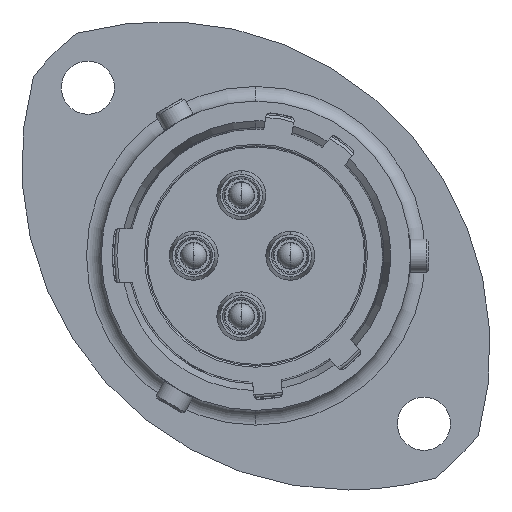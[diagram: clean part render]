
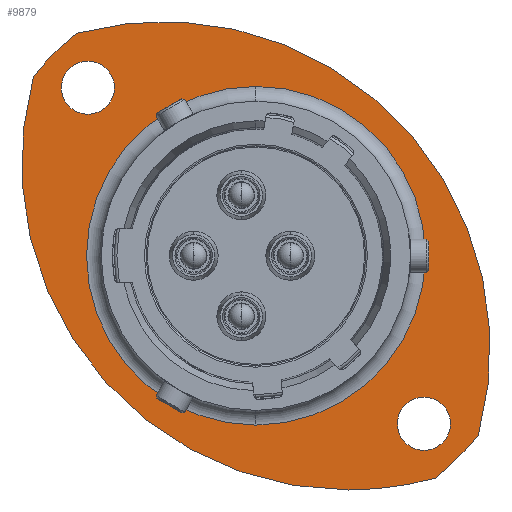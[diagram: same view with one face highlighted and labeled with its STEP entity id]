
A CAD part, left-side view. The second image highlights one B-rep face of the part: STEP entity #9879.
In plain terms, the highlighted planar face has unit normal (-1, 0, 0).
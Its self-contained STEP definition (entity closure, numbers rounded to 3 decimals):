
#14 = CIRCLE ( 'NONE', #15391, 1.625 ) ;
#196 = ORIENTED_EDGE ( 'NONE', *, *, #5518, .T. ) ;
#408 = CARTESIAN_POINT ( 'NONE',  ( 44.493, 2.837, -42.442 ) ) ;
#456 = EDGE_CURVE ( 'NONE', #562, #10380, #8290, .T. ) ;
#562 = VERTEX_POINT ( 'NONE', #6432 ) ;
#838 = CARTESIAN_POINT ( 'NONE',  ( 44.493, 18.783, -17.811 ) ) ;
#1155 = CARTESIAN_POINT ( 'NONE',  ( 44.493, -1.794, -36.762 ) ) ;
#1249 = FACE_OUTER_BOUND ( 'NONE', #4062, .T. ) ;
#1277 = EDGE_CURVE ( 'NONE', #6347, #9590, #6516, .T. ) ;
#1448 = AXIS2_PLACEMENT_3D ( 'NONE', #7100, #15425, #8308 ) ;
#1476 = AXIS2_PLACEMENT_3D ( 'NONE', #3755, #12076, #4946 ) ;
#1581 = AXIS2_PLACEMENT_3D ( 'NONE', #838, #9154, #2050 ) ;
#1777 = DIRECTION ( 'NONE',  ( 0., 0., -1. ) ) ;
#1936 = EDGE_CURVE ( 'NONE', #9590, #6347, #6661, .T. ) ;
#1946 = DIRECTION ( 'NONE',  ( -1., 0., 0. ) ) ;
#2050 = DIRECTION ( 'NONE',  ( 0., 0., -1. ) ) ;
#2404 = AXIS2_PLACEMENT_3D ( 'NONE', #13096, #5944, #14307 ) ;
#3018 = CIRCLE ( 'NONE', #7802, 20. ) ;
#3159 = DIRECTION ( 'NONE',  ( -1., 0., 0. ) ) ;
#3199 = ORIENTED_EDGE ( 'NONE', *, *, #12209, .T. ) ;
#3215 = ORIENTED_EDGE ( 'NONE', *, *, #1936, .T. ) ;
#3530 = CARTESIAN_POINT ( 'NONE',  ( 44.493, 8.494, -28.099 ) ) ;
#3629 = EDGE_CURVE ( 'NONE', #10380, #562, #12707, .T. ) ;
#3755 = CARTESIAN_POINT ( 'NONE',  ( 44.493, -1.794, -38.387 ) ) ;
#3975 = CARTESIAN_POINT ( 'NONE',  ( 44.493, 18.783, -19.436 ) ) ;
#4062 = EDGE_LOOP ( 'NONE', ( #12680, #7342, #196, #3199, #4554 ) ) ;
#4202 = ORIENTED_EDGE ( 'NONE', *, *, #3629, .F. ) ;
#4376 = FACE_BOUND ( 'NONE', #7998, .T. ) ;
#4554 = ORIENTED_EDGE ( 'NONE', *, *, #9013, .T. ) ;
#4734 = DIRECTION ( 'NONE',  ( 0., 0., 1. ) ) ;
#4849 = AXIS2_PLACEMENT_3D ( 'NONE', #13848, #6674, #15025 ) ;
#4946 = DIRECTION ( 'NONE',  ( 0., 0., -1. ) ) ;
#4986 = CIRCLE ( 'NONE', #1476, 1.625 ) ;
#5370 = PLANE ( 'NONE',  #12679 ) ;
#5426 = DIRECTION ( 'NONE',  ( 1., 0., 0. ) ) ;
#5518 = EDGE_CURVE ( 'NONE', #5625, #8404, #7846, .T. ) ;
#5625 = VERTEX_POINT ( 'NONE', #6849 ) ;
#5794 = EDGE_CURVE ( 'NONE', #12420, #8760, #14, .T. ) ;
#5896 = CARTESIAN_POINT ( 'NONE',  ( 44.493, 2.837, -22.442 ) ) ;
#5944 = DIRECTION ( 'NONE',  ( 1., 0., 0. ) ) ;
#6347 = VERTEX_POINT ( 'NONE', #13679 ) ;
#6432 = CARTESIAN_POINT ( 'NONE',  ( 44.493, 18.783, -16.186 ) ) ;
#6516 = CIRCLE ( 'NONE', #2404, 10.37 ) ;
#6661 = CIRCLE ( 'NONE', #1448, 10.37 ) ;
#6674 = DIRECTION ( 'NONE',  ( -1., 0., 0. ) ) ;
#6707 = DIRECTION ( 'NONE',  ( -1., 0., 0. ) ) ;
#6849 = CARTESIAN_POINT ( 'NONE',  ( 44.493, -2.495, -41.718 ) ) ;
#6969 = CARTESIAN_POINT ( 'NONE',  ( 44.493, 2.837, -22.442 ) ) ;
#6976 = EDGE_LOOP ( 'NONE', ( #12501, #14849 ) ) ;
#7100 = CARTESIAN_POINT ( 'NONE',  ( 44.493, 8.494, -28.099 ) ) ;
#7111 = DIRECTION ( 'NONE',  ( 0., 0., -1. ) ) ;
#7342 = ORIENTED_EDGE ( 'NONE', *, *, #15174, .T. ) ;
#7802 = AXIS2_PLACEMENT_3D ( 'NONE', #5896, #14261, #7111 ) ;
#7846 = CIRCLE ( 'NONE', #12792, 17.5 ) ;
#7939 = EDGE_CURVE ( 'NONE', #13722, #8275, #9302, .T. ) ;
#7998 = EDGE_LOOP ( 'NONE', ( #13555, #3215 ) ) ;
#8175 = DIRECTION ( 'NONE',  ( 0., 0., -1. ) ) ;
#8275 = VERTEX_POINT ( 'NONE', #408 ) ;
#8290 = CIRCLE ( 'NONE', #15340, 1.625 ) ;
#8308 = DIRECTION ( 'NONE',  ( 0., 0., -1. ) ) ;
#8404 = VERTEX_POINT ( 'NONE', #12471 ) ;
#8730 = CARTESIAN_POINT ( 'NONE',  ( 44.493, 22.113, -17.109 ) ) ;
#8760 = VERTEX_POINT ( 'NONE', #1155 ) ;
#9013 = EDGE_CURVE ( 'NONE', #9573, #13722, #10717, .T. ) ;
#9044 = CARTESIAN_POINT ( 'NONE',  ( 44.493, -1.794, -38.387 ) ) ;
#9154 = DIRECTION ( 'NONE',  ( -1., 0., 0. ) ) ;
#9302 = CIRCLE ( 'NONE', #13954, 20. ) ;
#9573 = VERTEX_POINT ( 'NONE', #15170 ) ;
#9590 = VERTEX_POINT ( 'NONE', #14265 ) ;
#9773 = CIRCLE ( 'NONE', #4849, 20. ) ;
#9879 = ADVANCED_FACE ( 'NONE', ( #4376, #10728, #13901, #1249 ), #5370, .F. ) ;
#10252 = DIRECTION ( 'NONE',  ( 0., 0., -1. ) ) ;
#10300 = CARTESIAN_POINT ( 'NONE',  ( 44.493, 8.494, -28.099 ) ) ;
#10380 = VERTEX_POINT ( 'NONE', #3975 ) ;
#10717 = CIRCLE ( 'NONE', #11268, 17.5 ) ;
#10728 = FACE_BOUND ( 'NONE', #15062, .T. ) ;
#11268 = AXIS2_PLACEMENT_3D ( 'NONE', #3530, #11859, #4734 ) ;
#11491 = DIRECTION ( 'NONE',  ( 0., 0., 1. ) ) ;
#11859 = DIRECTION ( 'NONE',  ( -1., 0., 0. ) ) ;
#11915 = EDGE_CURVE ( 'NONE', #8760, #12420, #4986, .T. ) ;
#12055 = CARTESIAN_POINT ( 'NONE',  ( 44.493, -1.794, -40.012 ) ) ;
#12076 = DIRECTION ( 'NONE',  ( -1., 0., 0. ) ) ;
#12209 = EDGE_CURVE ( 'NONE', #8404, #9573, #9773, .T. ) ;
#12420 = VERTEX_POINT ( 'NONE', #12055 ) ;
#12471 = CARTESIAN_POINT ( 'NONE',  ( 44.493, -5.125, -39.089 ) ) ;
#12501 = ORIENTED_EDGE ( 'NONE', *, *, #5794, .F. ) ;
#12560 = CARTESIAN_POINT ( 'NONE',  ( 44.493, 17.964, -28.099 ) ) ;
#12679 = AXIS2_PLACEMENT_3D ( 'NONE', #12560, #5426, #13771 ) ;
#12680 = ORIENTED_EDGE ( 'NONE', *, *, #7939, .T. ) ;
#12707 = CIRCLE ( 'NONE', #1581, 1.625 ) ;
#12792 = AXIS2_PLACEMENT_3D ( 'NONE', #10300, #3159, #11491 ) ;
#13096 = CARTESIAN_POINT ( 'NONE',  ( 44.493, 8.494, -28.099 ) ) ;
#13555 = ORIENTED_EDGE ( 'NONE', *, *, #1277, .T. ) ;
#13679 = CARTESIAN_POINT ( 'NONE',  ( 44.493, 8.494, -38.469 ) ) ;
#13722 = VERTEX_POINT ( 'NONE', #8730 ) ;
#13771 = DIRECTION ( 'NONE',  ( 0., 0., -1. ) ) ;
#13848 = CARTESIAN_POINT ( 'NONE',  ( 44.493, 14.151, -33.756 ) ) ;
#13874 = CARTESIAN_POINT ( 'NONE',  ( 44.493, 18.783, -17.811 ) ) ;
#13901 = FACE_BOUND ( 'NONE', #6976, .T. ) ;
#13954 = AXIS2_PLACEMENT_3D ( 'NONE', #6969, #15297, #8175 ) ;
#14261 = DIRECTION ( 'NONE',  ( -1., 0., 0. ) ) ;
#14265 = CARTESIAN_POINT ( 'NONE',  ( 44.493, 8.494, -17.729 ) ) ;
#14307 = DIRECTION ( 'NONE',  ( 0., 0., -1. ) ) ;
#14683 = ORIENTED_EDGE ( 'NONE', *, *, #456, .F. ) ;
#14849 = ORIENTED_EDGE ( 'NONE', *, *, #11915, .F. ) ;
#15025 = DIRECTION ( 'NONE',  ( 0., 0., -1. ) ) ;
#15062 = EDGE_LOOP ( 'NONE', ( #4202, #14683 ) ) ;
#15170 = CARTESIAN_POINT ( 'NONE',  ( 44.493, 19.484, -14.48 ) ) ;
#15174 = EDGE_CURVE ( 'NONE', #8275, #5625, #3018, .T. ) ;
#15297 = DIRECTION ( 'NONE',  ( -1., 0., 0. ) ) ;
#15340 = AXIS2_PLACEMENT_3D ( 'NONE', #13874, #6707, #1777 ) ;
#15391 = AXIS2_PLACEMENT_3D ( 'NONE', #9044, #1946, #10252 ) ;
#15425 = DIRECTION ( 'NONE',  ( 1., 0., 0. ) ) ;
